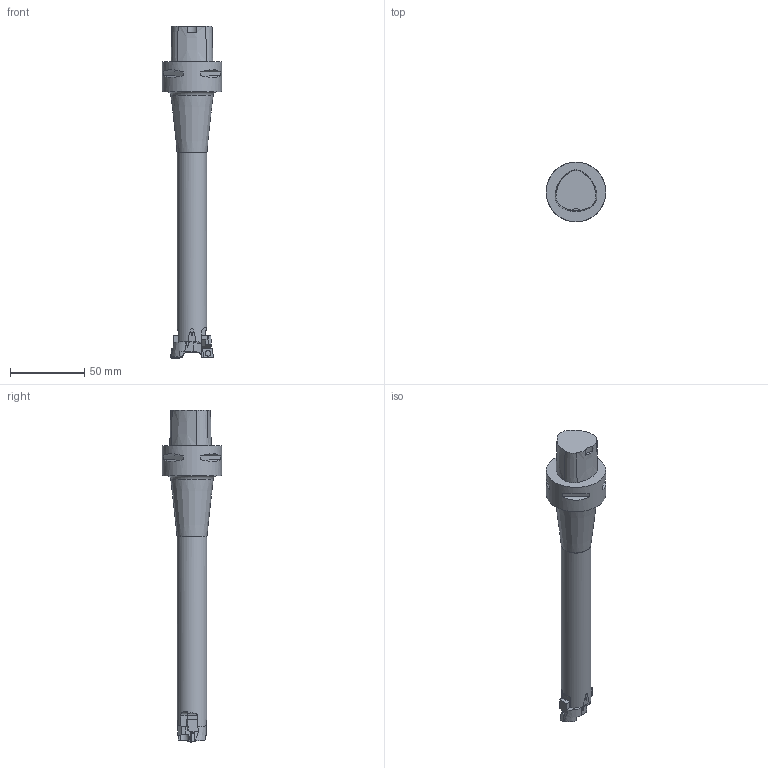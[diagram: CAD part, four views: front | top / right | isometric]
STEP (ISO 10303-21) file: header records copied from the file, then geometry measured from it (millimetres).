
FILE_DESCRIPTION(/* description */ (''),/* implementation_level */ '2;1');
FILE_NAME(/* name */ '1566891510129.stp',/* time_stamp */ '2019-08-27T09:38:37+02:00',/* author */ (''),/* organization */ ('SMS'),/* preprocessor_version */ 'ST-DEVELOPER v16.7',/* originating_system */ 'SIEMENS PLM Software NX 12.0',/* authorisation */ '');
FILE_SCHEMA (('AUTOMOTIVE_DESIGN { 1 0 10303 214 3 1 1 1 }'));
Length unit declared in the file: millimetre
Products named in the file (10): ASSEMBLY_CONSTRUCTION; 201026443mod000_00; IsoTurningInsert; 201026400mod000_00; 201107847mod000_00; 201026473mod000_01; 201026419mod000_01; 201107843mod000_01
Assembly tree (10 placements, depth 3):
  201107843mod000_01
    201026419mod000_01
      201026400mod000_00
      ASSEMBLY_CONSTRUCTION
      IsoTurningInsert
    201026473mod000_01
      201026443mod000_00
      IsoTurningInsert
      ASSEMBLY_CONSTRUCTION
    201107847mod000_00
    ASSEMBLY_CONSTRUCTION
Bounding box: 40 x 40 x 223 mm (x, y, z)
Volume: 100049.3 mm3; surface area: 20134.6 mm2
Topology: 5 solids, 5 shells, 205 faces, 526 edges, 366 vertices
Faces by surface type: plane 138, cone 20, cylinder 19, extrusion 18, torus 10
Full cylindrical faces by diameter (mm): 2.8 x4, 20 x1, 40 x1
Entity records: 6700 total; most frequent: CARTESIAN_POINT 1870, ORIENTED_EDGE 926, DIRECTION 868, EDGE_CURVE 463, VERTEX_POINT 315, VECTOR 300, AXIS2_PLACEMENT_3D 284, LINE 282
